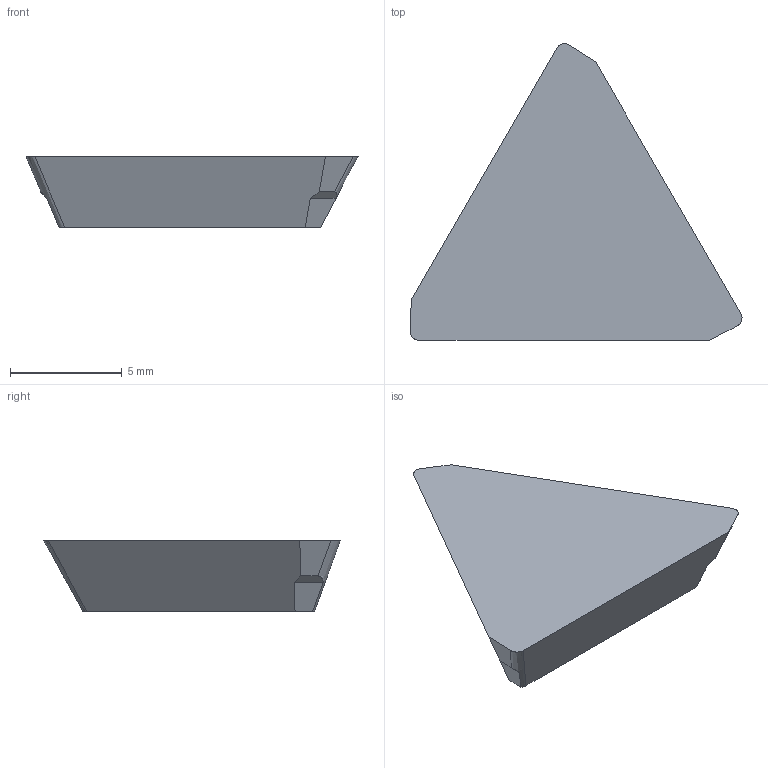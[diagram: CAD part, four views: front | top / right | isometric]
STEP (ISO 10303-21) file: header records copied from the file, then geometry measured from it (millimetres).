
FILE_DESCRIPTION(/* description */ (''),/* implementation_level */ '2;1');
FILE_NAME(/* name */ 'TEEN1603PESR1.stp',/* time_stamp */ '2021-12-22T08:51:09+09:00',/* author */ (''),/* organization */ (''),/* preprocessor_version */ 'ST-DEVELOPER v16',/* originating_system */ 'SIEMENS PLM Software NX 10.0',/* authorisation */ '');
FILE_SCHEMA (('AUTOMOTIVE_DESIGN { 1 0 10303 214 3 1 1 1 }'));
Length unit declared in the file: millimetre
Products named in the file (1): TEEN1603PESR1
Bounding box: 14.87 x 13.29 x 3.17 mm (x, y, z)
Volume: 285.9 mm3; surface area: 319 mm2
Topology: 1 solids, 1 shells, 17 faces, 54 edges, 50 vertices
Faces by surface type: plane 14, extrusion 3
Entity records: 811 total; most frequent: CARTESIAN_POINT 278, ORIENTED_EDGE 90, DIRECTION 81, EDGE_CURVE 45, VECTOR 45, LINE 42, VERTEX_POINT 30, AXIS2_PLACEMENT_3D 18
